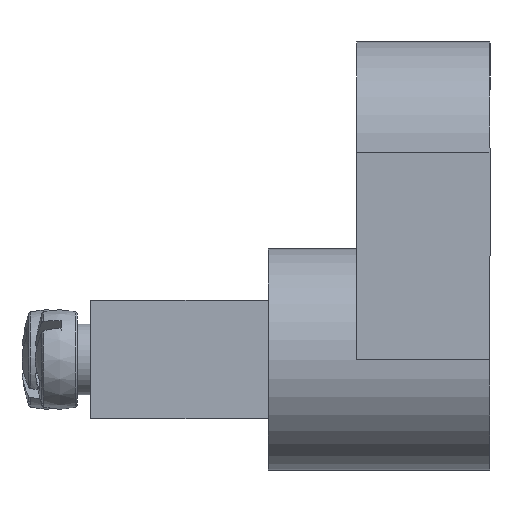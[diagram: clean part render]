
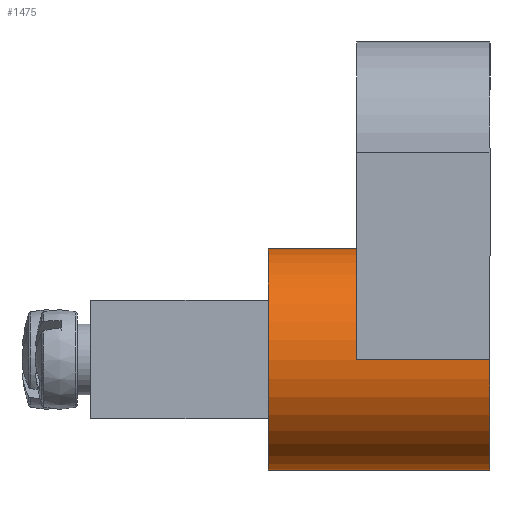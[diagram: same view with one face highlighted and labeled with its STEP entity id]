
A CAD part, left-side view. The second image highlights one B-rep face of the part: STEP entity #1475.
In plain terms, the highlighted cylindrical face has radius 7.5 mm (diameter 15 mm), a full revolution.
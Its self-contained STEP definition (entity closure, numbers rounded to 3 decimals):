
#114=LINE('',#2807,#160);
#115=LINE('',#2810,#161);
#160=VECTOR('',#2035,9.);
#161=VECTOR('',#2038,9.);
#302=FACE_BOUND('',#641,.T.);
#393=CIRCLE('',#1650,7.5);
#394=CIRCLE('',#1651,7.5);
#395=CIRCLE('',#1652,7.5);
#477=FACE_OUTER_BOUND('',#640,.T.);
#640=EDGE_LOOP('',(#1249,#1250,#1251,#1252));
#641=EDGE_LOOP('',(#1253));
#801=VERTEX_POINT('',#2803);
#802=VERTEX_POINT('',#2804);
#803=VERTEX_POINT('',#2806);
#804=VERTEX_POINT('',#2808);
#805=VERTEX_POINT('',#2811);
#958=EDGE_CURVE('',#801,#802,#393,.T.);
#959=EDGE_CURVE('',#803,#802,#114,.T.);
#960=EDGE_CURVE('',#804,#803,#394,.T.);
#961=EDGE_CURVE('',#804,#801,#115,.T.);
#962=EDGE_CURVE('',#805,#805,#395,.T.);
#1249=ORIENTED_EDGE('',*,*,#958,.T.);
#1250=ORIENTED_EDGE('',*,*,#959,.F.);
#1251=ORIENTED_EDGE('',*,*,#960,.F.);
#1252=ORIENTED_EDGE('',*,*,#961,.T.);
#1253=ORIENTED_EDGE('',*,*,#962,.F.);
#1350=CYLINDRICAL_SURFACE('',#1649,7.5);
#1475=ADVANCED_FACE('',(#477,#302),#1350,.T.);
#1649=AXIS2_PLACEMENT_3D('',#2802,#2031,#2032);
#1650=AXIS2_PLACEMENT_3D('',#2805,#2033,#2034);
#1651=AXIS2_PLACEMENT_3D('',#2809,#2036,#2037);
#1652=AXIS2_PLACEMENT_3D('',#2812,#2039,#2040);
#2031=DIRECTION('center_axis',(0.,1.,0.));
#2032=DIRECTION('ref_axis',(0.,0.,1.));
#2033=DIRECTION('center_axis',(0.,1.,0.));
#2034=DIRECTION('ref_axis',(0.,0.,1.));
#2035=DIRECTION('',(0.,1.,0.));
#2036=DIRECTION('center_axis',(0.,-1.,0.));
#2037=DIRECTION('ref_axis',(0.,0.,1.));
#2038=DIRECTION('',(0.,1.,0.));
#2039=DIRECTION('center_axis',(0.,1.,0.));
#2040=DIRECTION('ref_axis',(0.,0.,1.));
#2802=CARTESIAN_POINT('Origin',(-7.,-10.607,0.));
#2803=CARTESIAN_POINT('',(-7.,9.,7.5));
#2804=CARTESIAN_POINT('',(-7.,9.,-7.5));
#2805=CARTESIAN_POINT('Origin',(-7.,9.,0.));
#2806=CARTESIAN_POINT('',(-7.,0.,-7.5));
#2807=CARTESIAN_POINT('',(-7.,-10.607,-7.5));
#2808=CARTESIAN_POINT('',(-7.,0.,7.5));
#2809=CARTESIAN_POINT('Origin',(-7.,0.,0.));
#2810=CARTESIAN_POINT('',(-7.,-10.607,7.5));
#2811=CARTESIAN_POINT('',(-7.,15.,7.5));
#2812=CARTESIAN_POINT('Origin',(-7.,15.,0.));
